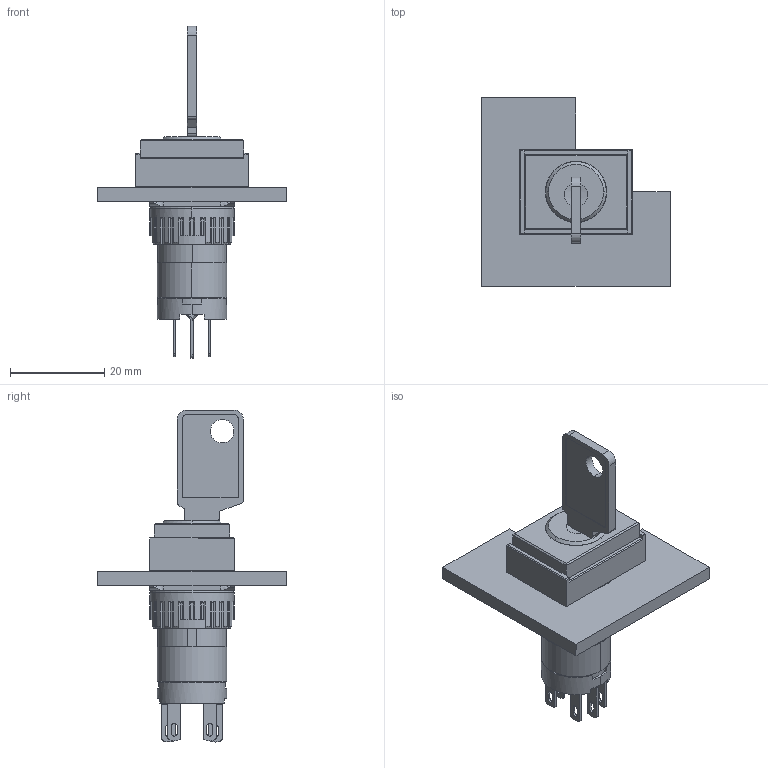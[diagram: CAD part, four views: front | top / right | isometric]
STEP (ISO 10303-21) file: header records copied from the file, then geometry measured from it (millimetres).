
FILE_DESCRIPTION (( 'STEP AP214' ), '1' );
FILE_NAME ('default.step', '2010-10-07T15:44:41', ( 'SysAdmin' ), ( 'SolidWorks' ), 'SwSTEP 2.0', 'SolidWorks 2010', '' );
FILE_SCHEMA (( 'AUTOMOTIVE_DESIGN' ));
Length unit declared in the file: millimetre
Products named in the file (1): default
Bounding box: 40 x 40 x 70.55 mm (x, y, z)
Volume: 10822.7 mm3; surface area: 12757.1 mm2
Topology: 15 solids, 15 shells, 599 faces, 1529 edges, 986 vertices
Faces by surface type: plane 386, cylinder 138, cone 43, bspline 16, torus 14, sphere 2
Entity records: 25314 total; most frequent: CARTESIAN_POINT 3921, ORIENTED_EDGE 3058, DIRECTION 2985, EDGE_CURVE 1529, LINE 1045, VECTOR 1045, VERTEX_POINT 986, AXIS2_PLACEMENT_3D 970
